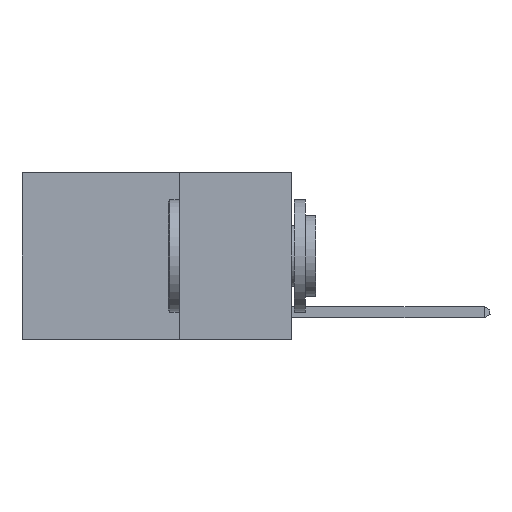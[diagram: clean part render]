
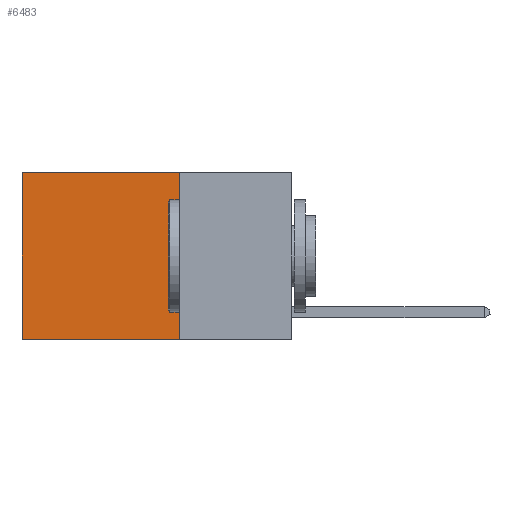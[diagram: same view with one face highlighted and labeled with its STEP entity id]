
A CAD part, left-side view. The second image highlights one B-rep face of the part: STEP entity #6483.
In plain terms, the highlighted planar face has unit normal (-1, 0, 0).
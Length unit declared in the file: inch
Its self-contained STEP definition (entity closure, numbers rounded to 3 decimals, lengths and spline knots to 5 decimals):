
#1365 = DIRECTION ( 'NONE',  ( 0., 0., -1. ) ) ;
#1454 = CARTESIAN_POINT ( 'NONE',  ( 0.2625, 0.25, -0.37 ) ) ;
#1617 = LINE ( 'NONE', #25903, #6977 ) ;
#3115 = FACE_OUTER_BOUND ( 'NONE', #5209, .T. ) ;
#3151 = DIRECTION ( 'NONE',  ( 0., 1., 0. ) ) ;
#3367 = DIRECTION ( 'NONE',  ( 1., 0., 0. ) ) ;
#3621 = VERTEX_POINT ( 'NONE', #21375 ) ;
#4712 = EDGE_CURVE ( 'NONE', #8005, #3621, #19816, .T. ) ;
#5209 = EDGE_LOOP ( 'NONE', ( #5953, #6565, #26585, #24398 ) ) ;
#5953 = ORIENTED_EDGE ( 'NONE', *, *, #4712, .T. ) ;
#6087 = LINE ( 'NONE', #16310, #19351 ) ;
#6483 = ADVANCED_FACE ( 'NONE', ( #3115 ), #11329, .F. ) ;
#6565 = ORIENTED_EDGE ( 'NONE', *, *, #25507, .F. ) ;
#6977 = VECTOR ( 'NONE', #14042, 39.37008 ) ;
#7518 = AXIS2_PLACEMENT_3D ( 'NONE', #15611, #3367, #21415 ) ;
#8005 = VERTEX_POINT ( 'NONE', #13506 ) ;
#11112 = LINE ( 'NONE', #19290, #16262 ) ;
#11283 = EDGE_CURVE ( 'NONE', #20369, #8005, #11112, .T. ) ;
#11329 = PLANE ( 'NONE',  #7518 ) ;
#12300 = DIRECTION ( 'NONE',  ( 0., 1., 0. ) ) ;
#13506 = CARTESIAN_POINT ( 'NONE',  ( 0.2625, 0.6, 0. ) ) ;
#14042 = DIRECTION ( 'NONE',  ( 0., 0., -1. ) ) ;
#14641 = CARTESIAN_POINT ( 'NONE',  ( 0.2625, 0.25, 0. ) ) ;
#15051 = EDGE_CURVE ( 'NONE', #20369, #15471, #1617, .T. ) ;
#15471 = VERTEX_POINT ( 'NONE', #1454 ) ;
#15611 = CARTESIAN_POINT ( 'NONE',  ( 0.2625, 0.25, 0. ) ) ;
#16262 = VECTOR ( 'NONE', #3151, 39.37008 ) ;
#16310 = CARTESIAN_POINT ( 'NONE',  ( 0.2625, 0.25, -0.37 ) ) ;
#17404 = CARTESIAN_POINT ( 'NONE',  ( 0.2625, 0.6, 0. ) ) ;
#19290 = CARTESIAN_POINT ( 'NONE',  ( 0.2625, 0.25, 0. ) ) ;
#19351 = VECTOR ( 'NONE', #12300, 39.37008 ) ;
#19816 = LINE ( 'NONE', #17404, #25960 ) ;
#20369 = VERTEX_POINT ( 'NONE', #14641 ) ;
#21375 = CARTESIAN_POINT ( 'NONE',  ( 0.2625, 0.6, -0.37 ) ) ;
#21415 = DIRECTION ( 'NONE',  ( 0., 0., -1. ) ) ;
#24398 = ORIENTED_EDGE ( 'NONE', *, *, #11283, .T. ) ;
#25507 = EDGE_CURVE ( 'NONE', #15471, #3621, #6087, .T. ) ;
#25903 = CARTESIAN_POINT ( 'NONE',  ( 0.2625, 0.25, 0. ) ) ;
#25960 = VECTOR ( 'NONE', #1365, 39.37008 ) ;
#26585 = ORIENTED_EDGE ( 'NONE', *, *, #15051, .F. ) ;
